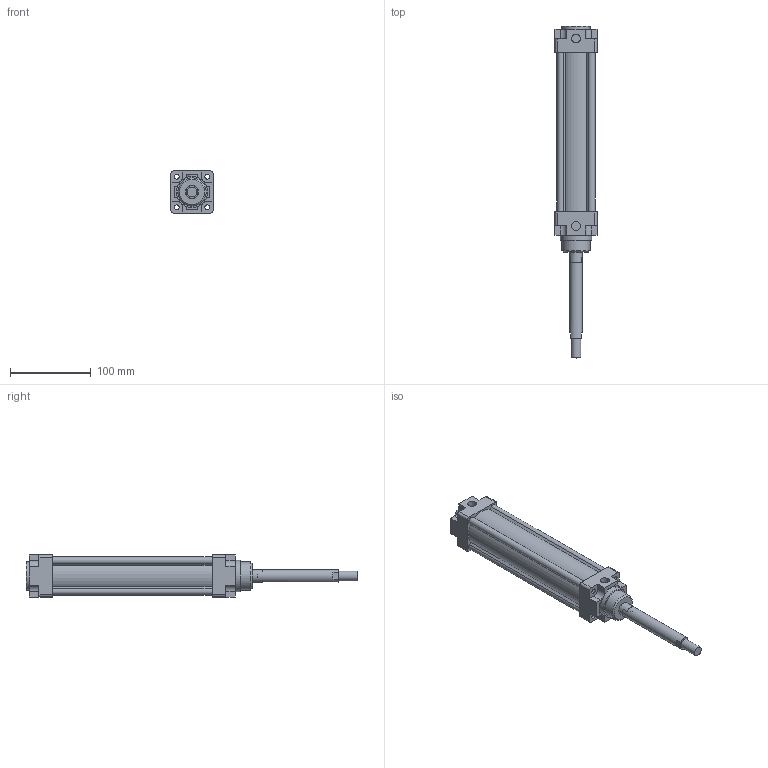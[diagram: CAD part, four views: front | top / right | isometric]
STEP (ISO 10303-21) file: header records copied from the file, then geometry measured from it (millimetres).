
FILE_DESCRIPTION(('FreeCAD Model'),'2;1');
FILE_NAME('Open CASCADE Shape Model','2024-01-26T00:31:10',('FreeCAD'),( 'FreeCAD'),'Open CASCADE STEP processor 7.6','FreeCAD','Unknown');
FILE_SCHEMA(('AUTOMOTIVE_DESIGN { 1 0 10303 214 1 1 1 1 }'));
Length unit declared in the file: millimetre
Products named in the file (1): Open CASCADE STEP translator 7.6 1
Bounding box: 52 x 410.5 x 52 mm (x, y, z)
Volume: 768611.2 mm3; surface area: 250893.9 mm2
Topology: 5 solids, 5 shells, 401 faces, 1063 edges, 736 vertices
Faces by surface type: plane 184, cylinder 114, bspline 101, cone 2
Full cylindrical faces by diameter (mm): 6 x8, 11 x4, 12 x1, 16 x6, 33.25 x2, 35 x6, 38.5 x2
Entity records: 22686 total; most frequent: CARTESIAN_POINT 13443, ORIENTED_EDGE 2046, DIRECTION 1631, EDGE_CURVE 1023, VERTEX_POINT 656, AXIS2_PLACEMENT_3D 555, LINE 521, VECTOR 521
